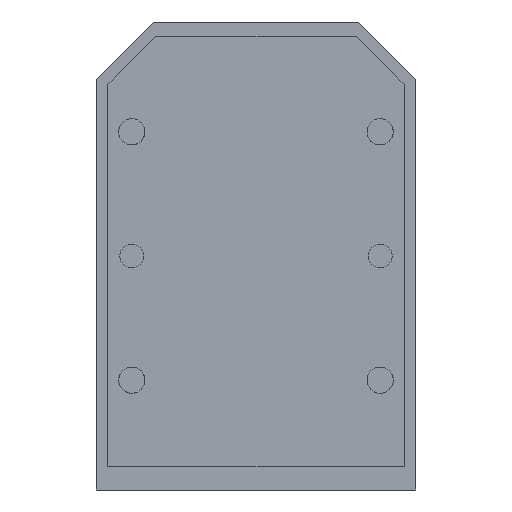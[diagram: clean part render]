
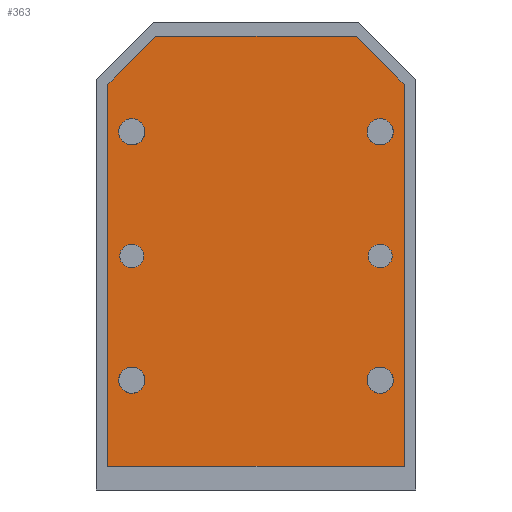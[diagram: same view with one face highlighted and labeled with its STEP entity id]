
A CAD part, left-side view. The second image highlights one B-rep face of the part: STEP entity #363.
In plain terms, the highlighted planar face has unit normal (-1, 0, 0).
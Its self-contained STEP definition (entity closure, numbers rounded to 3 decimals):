
#363 = ADVANCED_FACE( '', ( #831, #832, #833, #834, #835, #836, #837 ), #838, .F. );
#831 = FACE_BOUND( '', #1331, .T. );
#832 = FACE_BOUND( '', #1332, .T. );
#833 = FACE_BOUND( '', #1333, .T. );
#834 = FACE_BOUND( '', #1334, .T. );
#835 = FACE_BOUND( '', #1335, .T. );
#836 = FACE_BOUND( '', #1336, .T. );
#837 = FACE_OUTER_BOUND( '', #1337, .T. );
#838 = PLANE( '', #1338 );
#1331 = EDGE_LOOP( '', ( #2139 ) );
#1332 = EDGE_LOOP( '', ( #2140 ) );
#1333 = EDGE_LOOP( '', ( #2141 ) );
#1334 = EDGE_LOOP( '', ( #2142 ) );
#1335 = EDGE_LOOP( '', ( #2143 ) );
#1336 = EDGE_LOOP( '', ( #2144 ) );
#1337 = EDGE_LOOP( '', ( #2145, #2146, #2147, #2148, #2149, #2150 ) );
#1338 = AXIS2_PLACEMENT_3D( '', #2151, #2152, #2153 );
#2139 = ORIENTED_EDGE( '', *, *, #2355, .T. );
#2140 = ORIENTED_EDGE( '', *, *, #2441, .T. );
#2141 = ORIENTED_EDGE( '', *, *, #2450, .T. );
#2142 = ORIENTED_EDGE( '', *, *, #2480, .T. );
#2143 = ORIENTED_EDGE( '', *, *, #2570, .T. );
#2144 = ORIENTED_EDGE( '', *, *, #2581, .T. );
#2145 = ORIENTED_EDGE( '', *, *, #2365, .F. );
#2146 = ORIENTED_EDGE( '', *, *, #2359, .F. );
#2147 = ORIENTED_EDGE( '', *, *, #2385, .F. );
#2148 = ORIENTED_EDGE( '', *, *, #2400, .F. );
#2149 = ORIENTED_EDGE( '', *, *, #2465, .F. );
#2150 = ORIENTED_EDGE( '', *, *, #2582, .F. );
#2151 = CARTESIAN_POINT( '', ( -120., 31., 95. ) );
#2152 = DIRECTION( '', ( 1., 0., 0. ) );
#2153 = DIRECTION( '', ( 0., -0.707, 0.707 ) );
#2355 = EDGE_CURVE( '', #2720, #2720, #2721, .T. );
#2359 = EDGE_CURVE( '', #2725, #2727, #2728, .T. );
#2365 = EDGE_CURVE( '', #2727, #2736, #2737, .T. );
#2385 = EDGE_CURVE( '', #2768, #2725, #2770, .T. );
#2400 = EDGE_CURVE( '', #2787, #2768, #2789, .T. );
#2441 = EDGE_CURVE( '', #2854, #2854, #2855, .T. );
#2450 = EDGE_CURVE( '', #2867, #2867, #2868, .T. );
#2465 = EDGE_CURVE( '', #2889, #2787, #2891, .T. );
#2480 = EDGE_CURVE( '', #2910, #2910, #2911, .T. );
#2570 = EDGE_CURVE( '', #3033, #3033, #3034, .T. );
#2581 = EDGE_CURVE( '', #3044, #3044, #3045, .T. );
#2582 = EDGE_CURVE( '', #2736, #2889, #3046, .T. );
#2720 = VERTEX_POINT( '', #3196 );
#2721 = CIRCLE( '', #3197, 2.51 );
#2725 = VERTEX_POINT( '', #3201 );
#2727 = VERTEX_POINT( '', #3204 );
#2728 = LINE( '', #3205, #3206 );
#2736 = VERTEX_POINT( '', #3215 );
#2737 = LINE( '', #3216, #3217 );
#2768 = VERTEX_POINT( '', #3253 );
#2770 = LINE( '', #3256, #3257 );
#2787 = VERTEX_POINT( '', #3274 );
#2789 = LINE( '', #3277, #3278 );
#2854 = VERTEX_POINT( '', #3359 );
#2855 = CIRCLE( '', #3360, 2.51 );
#2867 = VERTEX_POINT( '', #3374 );
#2868 = CIRCLE( '', #3375, 2.75 );
#2889 = VERTEX_POINT( '', #3402 );
#2891 = LINE( '', #3405, #3406 );
#2910 = VERTEX_POINT( '', #3427 );
#2911 = CIRCLE( '', #3428, 2.75 );
#3033 = VERTEX_POINT( '', #3571 );
#3034 = CIRCLE( '', #3572, 2.75 );
#3044 = VERTEX_POINT( '', #3584 );
#3045 = CIRCLE( '', #3585, 2.75 );
#3046 = LINE( '', #3586, #3587 );
#3196 = CARTESIAN_POINT( '', ( -120., -24.225, 50.775 ) );
#3197 = AXIS2_PLACEMENT_3D( '', #3731, #3732, #3733 );
#3201 = CARTESIAN_POINT( '', ( -120., -31., 5. ) );
#3204 = CARTESIAN_POINT( '', ( -120., 31., 5. ) );
#3205 = CARTESIAN_POINT( '', ( -120., -31., 5. ) );
#3206 = VECTOR( '', #3738, 1000. );
#3215 = CARTESIAN_POINT( '', ( -120., 31., 85. ) );
#3216 = CARTESIAN_POINT( '', ( -120., 31., 5. ) );
#3217 = VECTOR( '', #3746, 1000. );
#3253 = CARTESIAN_POINT( '', ( -120., -31., 85. ) );
#3256 = CARTESIAN_POINT( '', ( -120., -31., 85. ) );
#3257 = VECTOR( '', #3777, 1000. );
#3274 = CARTESIAN_POINT( '', ( -120., -21., 95. ) );
#3277 = CARTESIAN_POINT( '', ( -120., -21., 95. ) );
#3278 = VECTOR( '', #3794, 1000. );
#3359 = CARTESIAN_POINT( '', ( -120., 27.775, 50.775 ) );
#3360 = AXIS2_PLACEMENT_3D( '', #3841, #3842, #3843 );
#3374 = CARTESIAN_POINT( '', ( -120., 27.945, 24.945 ) );
#3375 = AXIS2_PLACEMENT_3D( '', #3855, #3856, #3857 );
#3402 = CARTESIAN_POINT( '', ( -120., 21., 95. ) );
#3405 = CARTESIAN_POINT( '', ( -120., 21., 95. ) );
#3406 = VECTOR( '', #3877, 1000. );
#3427 = CARTESIAN_POINT( '', ( -120., -24.055, 24.945 ) );
#3428 = AXIS2_PLACEMENT_3D( '', #3892, #3893, #3894 );
#3571 = CARTESIAN_POINT( '', ( -120., -24.055, 76.945 ) );
#3572 = AXIS2_PLACEMENT_3D( '', #3997, #3998, #3999 );
#3584 = CARTESIAN_POINT( '', ( -120., 27.945, 76.945 ) );
#3585 = AXIS2_PLACEMENT_3D( '', #4002, #4003, #4004 );
#3586 = CARTESIAN_POINT( '', ( -120., 31., 85. ) );
#3587 = VECTOR( '', #4005, 1000. );
#3731 = CARTESIAN_POINT( '', ( -120., -26., 49. ) );
#3732 = DIRECTION( '', ( 1., 0., 0. ) );
#3733 = DIRECTION( '', ( 0., 0.707, 0.707 ) );
#3738 = DIRECTION( '', ( 0., 1., 0. ) );
#3746 = DIRECTION( '', ( 0., 0., 1. ) );
#3777 = DIRECTION( '', ( 0., 0., -1. ) );
#3794 = DIRECTION( '', ( 0., -0.707, -0.707 ) );
#3841 = CARTESIAN_POINT( '', ( -120., 26., 49. ) );
#3842 = DIRECTION( '', ( 1., 0., 0. ) );
#3843 = DIRECTION( '', ( 0., 0.707, 0.707 ) );
#3855 = CARTESIAN_POINT( '', ( -120., 26., 23. ) );
#3856 = DIRECTION( '', ( 1., 0., 0. ) );
#3857 = DIRECTION( '', ( 0., 0.707, 0.707 ) );
#3877 = DIRECTION( '', ( 0., -1., 0. ) );
#3892 = CARTESIAN_POINT( '', ( -120., -26., 23. ) );
#3893 = DIRECTION( '', ( 1., 0., 0. ) );
#3894 = DIRECTION( '', ( 0., 0.707, 0.707 ) );
#3997 = CARTESIAN_POINT( '', ( -120., -26., 75. ) );
#3998 = DIRECTION( '', ( 1., 0., 0. ) );
#3999 = DIRECTION( '', ( 0., 0.707, 0.707 ) );
#4002 = CARTESIAN_POINT( '', ( -120., 26., 75. ) );
#4003 = DIRECTION( '', ( 1., 0., 0. ) );
#4004 = DIRECTION( '', ( 0., 0.707, 0.707 ) );
#4005 = DIRECTION( '', ( 0., -0.707, 0.707 ) );
